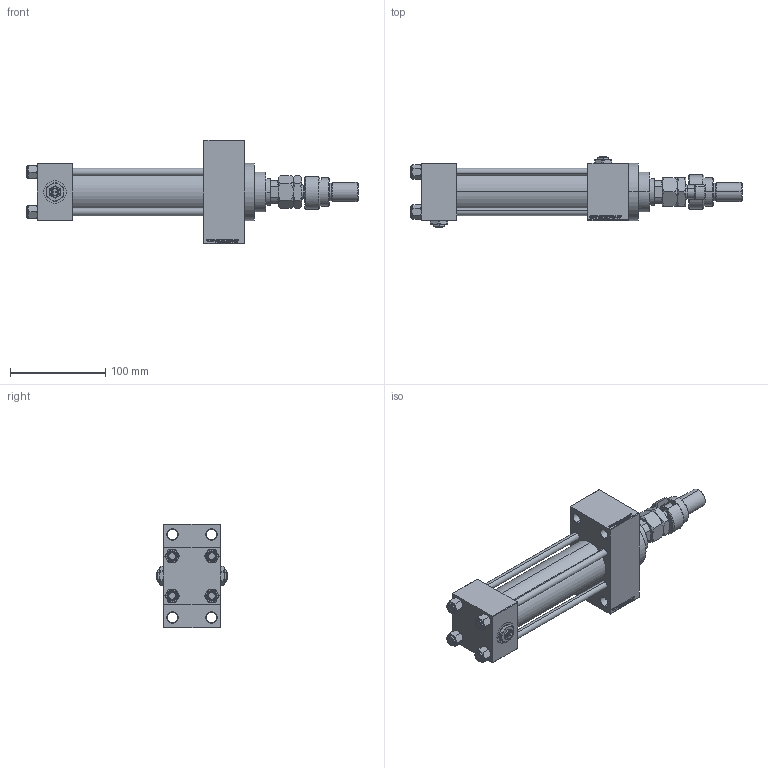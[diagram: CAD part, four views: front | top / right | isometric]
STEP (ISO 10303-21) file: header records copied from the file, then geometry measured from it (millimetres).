
FILE_DESCRIPTION (( 'STEP AP203' ), '1' );
FILE_NAME ('3dd2.STEP', '2022-04-15T21:46:40', ( '' ), ( '' ), 'SwSTEP 2.0', 'SolidWorks 2019', '' );
FILE_SCHEMA (( 'CONFIG_CONTROL_DESIGN' ));
Length unit declared in the file: millimetre
Products named in the file (10): DFA 378a7d706b6b5a69db06a63b9f878651; V215CR_VCP_D 378a7d706b6b5a69db06a63b9f878651; Zatka_pro_OIL_PORT 378a7d706b6b5a69db06a63b9f878651; V215CR_D_TYCINKA 378a7d706b6b5a69db06a63b9f878651; FEMALE_PART_FOR_DFA 378a7d706b6b5a69db06a63b9f878651; 3dd2; MFA 378a7d706b6b5a69db06a63b9f878651; NUT_M5_D 378a7d706b6b5a69db06a63b9f878651; V215CR_D_Body 378a7d706b6b5a69db06a63b9f878651; V215_VC_A 378a7d706b6b5a69db06a63b9f878651
Assembly tree (16 placements, depth 3):
  3dd2
    V215CR_D_Body 378a7d706b6b5a69db06a63b9f878651
    V215CR_VCP_D 378a7d706b6b5a69db06a63b9f878651
    NUT_M5_D 378a7d706b6b5a69db06a63b9f878651  x4
    V215CR_D_TYCINKA 378a7d706b6b5a69db06a63b9f878651  x4
    V215_VC_A 378a7d706b6b5a69db06a63b9f878651
    DFA 378a7d706b6b5a69db06a63b9f878651
      FEMALE_PART_FOR_DFA 378a7d706b6b5a69db06a63b9f878651
      MFA 378a7d706b6b5a69db06a63b9f878651
    Zatka_pro_OIL_PORT 378a7d706b6b5a69db06a63b9f878651  x2
Bounding box: 349 x 74 x 109 mm (x, y, z)
Volume: 683499.4 mm3; surface area: 179540.7 mm2
Topology: 15 solids, 15 shells, 1284 faces, 3154 edges, 2017 vertices
Faces by surface type: plane 574, bspline 368, cone 224, cylinder 106, torus 12
Entity records: 51849 total; most frequent: CARTESIAN_POINT 26301, ORIENTED_EDGE 5608, DIRECTION 3810, EDGE_CURVE 2804, VERTEX_POINT 1815, LINE 1604, VECTOR 1604, EDGE_LOOP 1257
